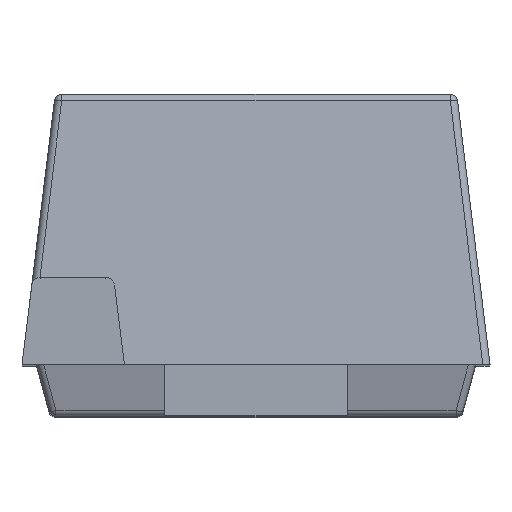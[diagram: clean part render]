
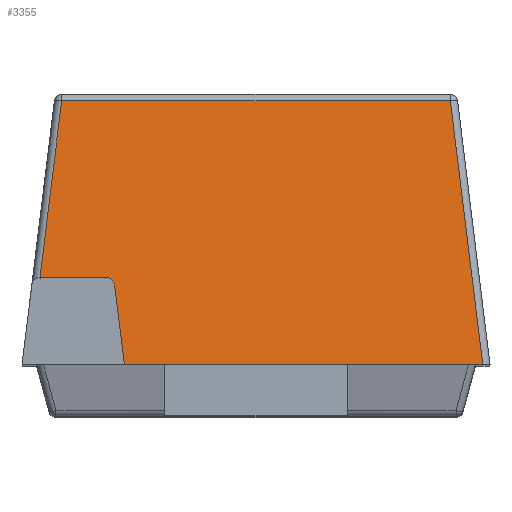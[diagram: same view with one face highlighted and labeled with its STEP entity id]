
A CAD part, top view. The second image highlights one B-rep face of the part: STEP entity #3355.
In plain terms, the highlighted face is planar.
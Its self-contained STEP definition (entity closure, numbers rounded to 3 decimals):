
#45 = VECTOR ( 'NONE', #4564, 1000. ) ;
#79 = VERTEX_POINT ( 'NONE', #4851 ) ;
#132 = EDGE_CURVE ( 'NONE', #2213, #1415, #424, .T. ) ;
#156 = VERTEX_POINT ( 'NONE', #2202 ) ;
#260 = CARTESIAN_POINT ( 'NONE',  ( 0.031, 0.25, -1.543 ) ) ;
#312 = ORIENTED_EDGE ( 'NONE', *, *, #521, .T. ) ;
#424 =( BOUNDED_CURVE ( )  B_SPLINE_CURVE ( 3, ( #5318, #1743, #5741, #2117 ),
 .UNSPECIFIED., .F., .T. ) 
 B_SPLINE_CURVE_WITH_KNOTS ( ( 4, 4 ),
 ( 3.332, 4.787 ),
 .UNSPECIFIED. ) 
 CURVE ( )  GEOMETRIC_REPRESENTATION_ITEM ( )  RATIONAL_B_SPLINE_CURVE ( ( 1., 0.831, 0.831, 1. ) ) 
 REPRESENTATION_ITEM ( '' )  );
#479 = CARTESIAN_POINT ( 'NONE',  ( 0.027, 0.223, -1.277 ) ) ;
#521 = EDGE_CURVE ( 'NONE', #156, #584, #1615, .T. ) ;
#548 = CARTESIAN_POINT ( 'NONE',  ( 0., 0., 0. ) ) ;
#584 = VERTEX_POINT ( 'NONE', #1718 ) ;
#622 = ORIENTED_EDGE ( 'NONE', *, *, #2313, .T. ) ;
#624 = LINE ( 'NONE', #1245, #4799 ) ;
#715 = CARTESIAN_POINT ( 'NONE',  ( 0.031, 0.25, -1.601 ) ) ;
#764 = ORIENTED_EDGE ( 'NONE', *, *, #3931, .T. ) ;
#774 = EDGE_CURVE ( 'NONE', #2757, #2213, #1485, .T. ) ;
#1187 = ORIENTED_EDGE ( 'NONE', *, *, #4520, .T. ) ;
#1209 = LINE ( 'NONE', #548, #2253 ) ;
#1245 = CARTESIAN_POINT ( 'NONE',  ( 0.111, 0.903, 0. ) ) ;
#1279 = DIRECTION ( 'NONE',  ( -0.993, 0.122, 0. ) ) ;
#1362 = VECTOR ( 'NONE', #2428, 1000. ) ;
#1415 = VERTEX_POINT ( 'NONE', #479 ) ;
#1485 = LINE ( 'NONE', #715, #1362 ) ;
#1508 = DIRECTION ( 'NONE',  ( -0.121, -0.985, 0.121 ) ) ;
#1615 = LINE ( 'NONE', #4159, #45 ) ;
#1714 = DIRECTION ( 'NONE',  ( 0., 0., 1. ) ) ;
#1718 = CARTESIAN_POINT ( 'NONE',  ( 0.031, 0.25, -1.544 ) ) ;
#1743 = CARTESIAN_POINT ( 'NONE',  ( 0.031, 0.25, -1.291 ) ) ;
#1777 = DIRECTION ( 'NONE',  ( 0., 0., 1. ) ) ;
#1876 = ORIENTED_EDGE ( 'NONE', *, *, #4076, .T. ) ;
#1880 = FACE_OUTER_BOUND ( 'NONE', #4047, .T. ) ;
#1926 = VECTOR ( 'NONE', #4966, 1000. ) ;
#1967 = ORIENTED_EDGE ( 'NONE', *, *, #774, .T. ) ;
#2117 = CARTESIAN_POINT ( 'NONE',  ( 0.027, 0.223, -1.277 ) ) ;
#2118 = EDGE_CURVE ( 'NONE', #584, #2757, #4303, .T. ) ;
#2202 = CARTESIAN_POINT ( 'NONE',  ( 0.111, 0.903, -1.464 ) ) ;
#2213 = VERTEX_POINT ( 'NONE', #3247 ) ;
#2245 = CARTESIAN_POINT ( 'NONE',  ( 0., -0.003, -0.024 ) ) ;
#2253 = VECTOR ( 'NONE', #1777, 1000. ) ;
#2313 = EDGE_CURVE ( 'NONE', #4201, #156, #624, .T. ) ;
#2428 = DIRECTION ( 'NONE',  ( 0., 0., 1. ) ) ;
#2540 = VERTEX_POINT ( 'NONE', #4535 ) ;
#2757 = VERTEX_POINT ( 'NONE', #260 ) ;
#2790 = CARTESIAN_POINT ( 'NONE',  ( 0.074, 0.606, -1.324 ) ) ;
#3041 = ORIENTED_EDGE ( 'NONE', *, *, #132, .T. ) ;
#3247 = CARTESIAN_POINT ( 'NONE',  ( 0.031, 0.25, -1.307 ) ) ;
#3353 = ORIENTED_EDGE ( 'NONE', *, *, #2118, .T. ) ;
#3355 = ADVANCED_FACE ( 'NONE', ( #1880 ), #3485, .T. ) ;
#3477 = CARTESIAN_POINT ( 'NONE',  ( 0.031, 0.25, -1.543 ) ) ;
#3485 = PLANE ( 'NONE',  #5736 ) ;
#3931 = EDGE_CURVE ( 'NONE', #79, #4201, #5426, .T. ) ;
#3990 = LINE ( 'NONE', #2790, #4881 ) ;
#4047 = EDGE_LOOP ( 'NONE', ( #1187, #764, #622, #312, #3353, #1967, #3041, #1876 ) ) ;
#4076 = EDGE_CURVE ( 'NONE', #1415, #2540, #3990, .T. ) ;
#4159 = CARTESIAN_POINT ( 'NONE',  ( 0.023, 0.188, -1.552 ) ) ;
#4201 = VERTEX_POINT ( 'NONE', #4702 ) ;
#4303 =( BOUNDED_CURVE ( )  B_SPLINE_CURVE ( 3, ( #5219, #5628, #4330, #3477 ),
 .UNSPECIFIED., .F., .F. ) 
 B_SPLINE_CURVE_WITH_KNOTS ( ( 4, 4 ),
 ( 2.887, 2.952 ),
 .UNSPECIFIED. ) 
 CURVE ( )  GEOMETRIC_REPRESENTATION_ITEM ( )  RATIONAL_B_SPLINE_CURVE ( ( 1., 1., 1., 1. ) ) 
 REPRESENTATION_ITEM ( '' )  );
#4330 = CARTESIAN_POINT ( 'NONE',  ( 0.031, 0.25, -1.543 ) ) ;
#4428 = CARTESIAN_POINT ( 'NONE',  ( 0., 0., 0. ) ) ;
#4520 = EDGE_CURVE ( 'NONE', #2540, #79, #1209, .T. ) ;
#4535 = CARTESIAN_POINT ( 'NONE',  ( 0., 0., -1.25 ) ) ;
#4564 = DIRECTION ( 'NONE',  ( -0.121, -0.985, -0.121 ) ) ;
#4702 = CARTESIAN_POINT ( 'NONE',  ( 0.111, 0.903, -0.136 ) ) ;
#4799 = VECTOR ( 'NONE', #4805, 1000. ) ;
#4805 = DIRECTION ( 'NONE',  ( 0., 0., -1. ) ) ;
#4851 = CARTESIAN_POINT ( 'NONE',  ( 0., 0., -0.025 ) ) ;
#4881 = VECTOR ( 'NONE', #1508, 1000. ) ;
#4966 = DIRECTION ( 'NONE',  ( 0.121, 0.985, -0.121 ) ) ;
#5219 = CARTESIAN_POINT ( 'NONE',  ( 0.031, 0.25, -1.544 ) ) ;
#5318 = CARTESIAN_POINT ( 'NONE',  ( 0.031, 0.25, -1.307 ) ) ;
#5426 = LINE ( 'NONE', #2245, #1926 ) ;
#5628 = CARTESIAN_POINT ( 'NONE',  ( 0.031, 0.25, -1.544 ) ) ;
#5736 = AXIS2_PLACEMENT_3D ( 'NONE', #4428, #1279, #1714 ) ;
#5741 = CARTESIAN_POINT ( 'NONE',  ( 0.029, 0.239, -1.279 ) ) ;
